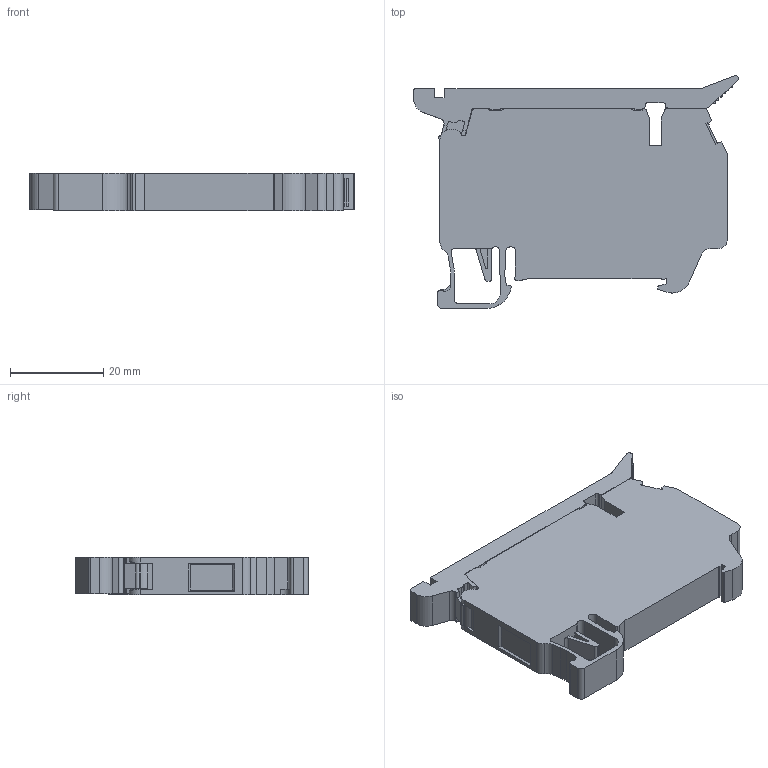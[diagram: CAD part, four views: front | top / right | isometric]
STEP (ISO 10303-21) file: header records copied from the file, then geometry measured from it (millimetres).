
FILE_DESCRIPTION (( 'STEP AP214' ), '1' );
FILE_NAME ('353400_ASK 5_Beige.STP', '2014-01-17T11:13:41', ( 'arge' ), ( 'Microsoft' ), 'SwSTEP 2.0', 'SolidWorks 2013', '' );
FILE_SCHEMA (( 'AUTOMOTIVE_DESIGN' ));
Length unit declared in the file: millimetre
Products named in the file (1): 353400_ASK 5_Beige
Bounding box: 69.59 x 49.92 x 7.95 mm (x, y, z)
Volume: 18780.9 mm3; surface area: 8458.5 mm2
Topology: 1 solids, 1 shells, 318 faces, 919 edges, 611 vertices
Faces by surface type: plane 181, cylinder 124, bspline 8, torus 5
Entity records: 14073 total; most frequent: CARTESIAN_POINT 2190, ORIENTED_EDGE 1838, DIRECTION 1767, EDGE_CURVE 919, VERTEX_POINT 611, LINE 607, VECTOR 607, AXIS2_PLACEMENT_3D 580
